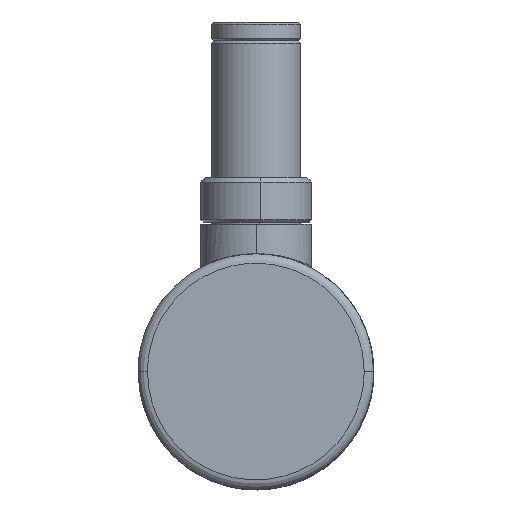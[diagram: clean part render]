
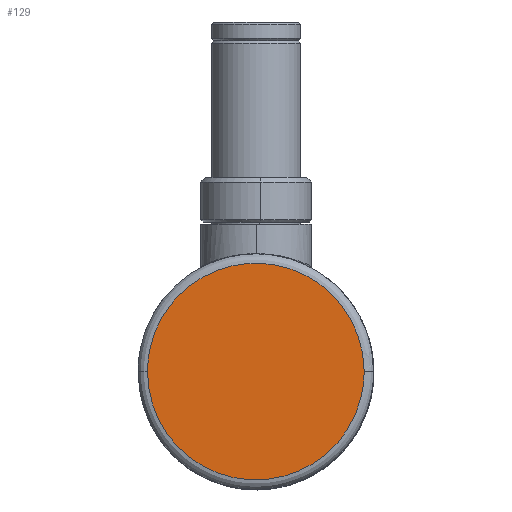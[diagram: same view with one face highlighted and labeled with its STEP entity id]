
A CAD part, left-side view. The second image highlights one B-rep face of the part: STEP entity #129.
In plain terms, the highlighted planar face has unit normal (-1, 0, 0).
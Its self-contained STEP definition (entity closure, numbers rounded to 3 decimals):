
#129=ADVANCED_FACE('',(#238),#1481,.T.);
#238=FACE_OUTER_BOUND('',#355,.T.);
#355=EDGE_LOOP('',(#808,#809));
#808=ORIENTED_EDGE('',*,*,#1065,.T.);
#809=ORIENTED_EDGE('',*,*,#1077,.T.);
#1065=EDGE_CURVE('',#1454,#1461,#1304,.T.);
#1077=EDGE_CURVE('',#1461,#1454,#1316,.T.);
#1304=(
BOUNDED_CURVE()
B_SPLINE_CURVE(3,(#4377,#4378,#4379,#4380,#4381,#4382,#4383,#4384,#4385,
#4386,#4387,#4388,#4389),.UNSPECIFIED.,.F.,.F.)
B_SPLINE_CURVE_WITH_KNOTS((4,3,3,3,4),(0.,18.064,36.127,
54.191,72.255),.UNSPECIFIED.)
CURVE()
GEOMETRIC_REPRESENTATION_ITEM()
RATIONAL_B_SPLINE_CURVE((1.,1.,1.,1.,1.,1.,
1.,1.,1.,1.,1.,1.,1.))
REPRESENTATION_ITEM('')
);
#1316=(
BOUNDED_CURVE()
B_SPLINE_CURVE(3,(#4440,#4441,#4442,#4443,#4444,#4445,#4446,#4447,#4448,
#4449,#4450,#4451,#4452),.UNSPECIFIED.,.F.,.F.)
B_SPLINE_CURVE_WITH_KNOTS((4,3,3,3,4),(72.255,90.319,
108.382,126.446,144.51),.UNSPECIFIED.)
CURVE()
GEOMETRIC_REPRESENTATION_ITEM()
RATIONAL_B_SPLINE_CURVE((1.,1.,1.,1.,1.,1.,1.,1.,1.,1.,1.,1.,1.))
REPRESENTATION_ITEM('')
);
#1454=VERTEX_POINT('',#4358);
#1461=VERTEX_POINT('',#4365);
#1481=PLANE('',#1608);
#1608=AXIS2_PLACEMENT_3D('',#4240,#1630,$);
#1630=DIRECTION('',(-1.,0.,0.));
#4240=CARTESIAN_POINT('',(-601.69,-31.173,6.717));
#4358=CARTESIAN_POINT('',(-601.69,23.077,-24.533));
#4365=CARTESIAN_POINT('',(-601.69,-22.936,-24.533));
#4377=CARTESIAN_POINT('',(-601.69,23.077,-24.533));
#4378=CARTESIAN_POINT('',(-601.69,23.108,-30.55));
#4379=CARTESIAN_POINT('',(-601.69,20.604,-36.557));
#4380=CARTESIAN_POINT('',(-601.69,16.349,-40.806));
#4381=CARTESIAN_POINT('',(-601.69,12.094,-45.055));
#4382=CARTESIAN_POINT('',(-601.69,6.088,-47.547));
#4383=CARTESIAN_POINT('',(-601.69,0.078,-47.547));
#4384=CARTESIAN_POINT('',(-601.69,-5.932,-47.548));
#4385=CARTESIAN_POINT('',(-601.69,-11.947,-45.057));
#4386=CARTESIAN_POINT('',(-601.69,-16.198,-40.807));
#4387=CARTESIAN_POINT('',(-601.69,-20.449,-36.556));
#4388=CARTESIAN_POINT('',(-601.69,-22.936,-30.545));
#4389=CARTESIAN_POINT('',(-601.69,-22.936,-24.533));
#4440=CARTESIAN_POINT('',(-601.69,-22.936,-24.533));
#4441=CARTESIAN_POINT('',(-601.69,-22.936,-18.522));
#4442=CARTESIAN_POINT('',(-601.69,-20.449,-12.511));
#4443=CARTESIAN_POINT('',(-601.69,-16.198,-8.26));
#4444=CARTESIAN_POINT('',(-601.69,-11.947,-4.009));
#4445=CARTESIAN_POINT('',(-601.69,-5.932,-1.519));
#4446=CARTESIAN_POINT('',(-601.69,0.078,-1.519));
#4447=CARTESIAN_POINT('',(-601.69,6.088,-1.52));
#4448=CARTESIAN_POINT('',(-601.69,12.094,-4.011));
#4449=CARTESIAN_POINT('',(-601.69,16.349,-8.261));
#4450=CARTESIAN_POINT('',(-601.69,20.604,-12.51));
#4451=CARTESIAN_POINT('',(-601.69,23.108,-18.517));
#4452=CARTESIAN_POINT('',(-601.69,23.077,-24.533));
